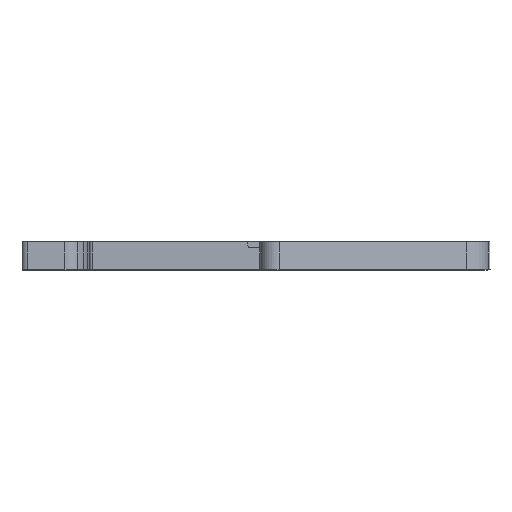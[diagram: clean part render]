
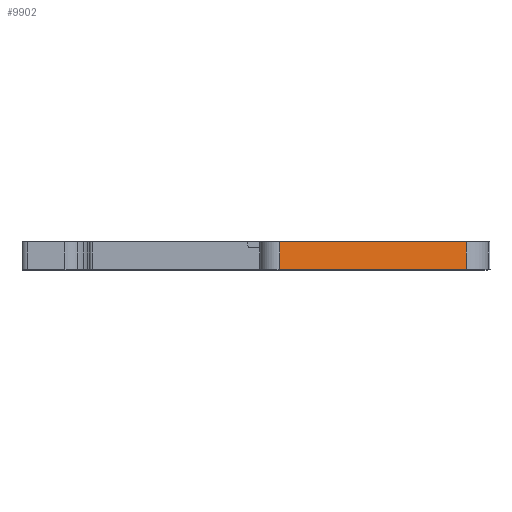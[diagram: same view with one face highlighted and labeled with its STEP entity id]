
A CAD part, front view. The second image highlights one B-rep face of the part: STEP entity #9902.
In plain terms, the highlighted planar face has unit normal (0.207, -0.978, 0).
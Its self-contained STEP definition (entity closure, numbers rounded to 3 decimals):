
#7 = CARTESIAN_POINT ( 'NONE',  ( 16.21, -42.386, 5.15 ) ) ;
#433 = VECTOR ( 'NONE', #10742, 1000. ) ;
#501 = CARTESIAN_POINT ( 'NONE',  ( 9.258, -43.854, 5.15 ) ) ;
#893 = DIRECTION ( 'NONE',  ( 0., 0., -1. ) ) ;
#1818 = ORIENTED_EDGE ( 'NONE', *, *, #18007, .T. ) ;
#4785 = DIRECTION ( 'NONE',  ( -0.978, -0.207, 0. ) ) ;
#5237 = ORIENTED_EDGE ( 'NONE', *, *, #20928, .F. ) ;
#5255 = CARTESIAN_POINT ( 'NONE',  ( 46.12, -36.071, 5.15 ) ) ;
#6241 = LINE ( 'NONE', #11979, #15778 ) ;
#6816 = LINE ( 'NONE', #18529, #10705 ) ;
#7239 = ORIENTED_EDGE ( 'NONE', *, *, #11795, .F. ) ;
#8165 = LINE ( 'NONE', #25954, #30910 ) ;
#9200 = VERTEX_POINT ( 'NONE', #11321 ) ;
#9902 = ADVANCED_FACE ( 'NONE', ( #19705 ), #29574, .F. ) ;
#10705 = VECTOR ( 'NONE', #4785, 1000. ) ;
#10742 = DIRECTION ( 'NONE',  ( 0.978, 0.207, 0. ) ) ;
#11321 = CARTESIAN_POINT ( 'NONE',  ( 12.483, -43.173, 0.15 ) ) ;
#11795 = EDGE_CURVE ( 'NONE', #27930, #28620, #15251, .T. ) ;
#11979 = CARTESIAN_POINT ( 'NONE',  ( 12.483, -43.173, 5.15 ) ) ;
#12776 = LINE ( 'NONE', #17618, #433 ) ;
#12841 = EDGE_LOOP ( 'NONE', ( #19428, #18742, #1818, #5237, #7239 ) ) ;
#14633 = CARTESIAN_POINT ( 'NONE',  ( 46.12, -36.071, 5.15 ) ) ;
#15251 = LINE ( 'NONE', #14633, #21397 ) ;
#15778 = VECTOR ( 'NONE', #21512, 1000. ) ;
#17368 = DIRECTION ( 'NONE',  ( -0.207, 0.978, 0. ) ) ;
#17618 = CARTESIAN_POINT ( 'NONE',  ( 9.258, -43.854, 5.15 ) ) ;
#18007 = EDGE_CURVE ( 'NONE', #30695, #9200, #8165, .T. ) ;
#18529 = CARTESIAN_POINT ( 'NONE',  ( 9.258, -43.854, 0.15 ) ) ;
#18742 = ORIENTED_EDGE ( 'NONE', *, *, #23203, .F. ) ;
#19428 = ORIENTED_EDGE ( 'NONE', *, *, #24876, .F. ) ;
#19619 = VERTEX_POINT ( 'NONE', #7 ) ;
#19705 = FACE_OUTER_BOUND ( 'NONE', #12841, .T. ) ;
#20198 = DIRECTION ( 'NONE',  ( 0., 0., -1. ) ) ;
#20928 = EDGE_CURVE ( 'NONE', #28620, #9200, #6816, .T. ) ;
#21397 = VECTOR ( 'NONE', #893, 1000. ) ;
#21512 = DIRECTION ( 'NONE',  ( 0.978, 0.207, 0. ) ) ;
#23203 = EDGE_CURVE ( 'NONE', #30695, #19619, #6241, .T. ) ;
#24417 = DIRECTION ( 'NONE',  ( 0., 0., 1. ) ) ;
#24876 = EDGE_CURVE ( 'NONE', #19619, #27930, #12776, .T. ) ;
#25954 = CARTESIAN_POINT ( 'NONE',  ( 12.483, -43.173, 5.15 ) ) ;
#26134 = CARTESIAN_POINT ( 'NONE',  ( 46.12, -36.071, 0.15 ) ) ;
#26349 = CARTESIAN_POINT ( 'NONE',  ( 12.483, -43.173, 5.15 ) ) ;
#27930 = VERTEX_POINT ( 'NONE', #5255 ) ;
#28620 = VERTEX_POINT ( 'NONE', #26134 ) ;
#29294 = AXIS2_PLACEMENT_3D ( 'NONE', #501, #17368, #24417 ) ;
#29574 = PLANE ( 'NONE',  #29294 ) ;
#30695 = VERTEX_POINT ( 'NONE', #26349 ) ;
#30910 = VECTOR ( 'NONE', #20198, 1000. ) ;
